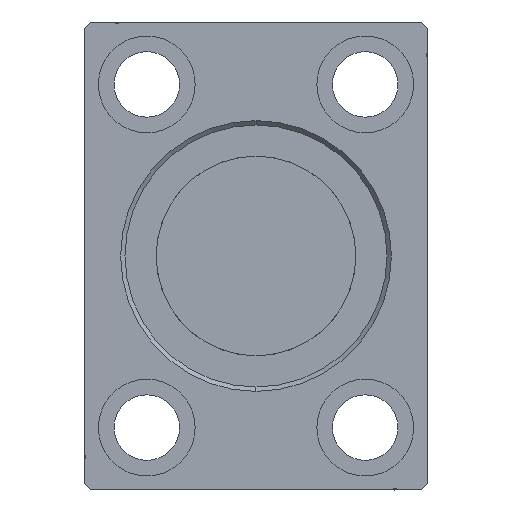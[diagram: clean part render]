
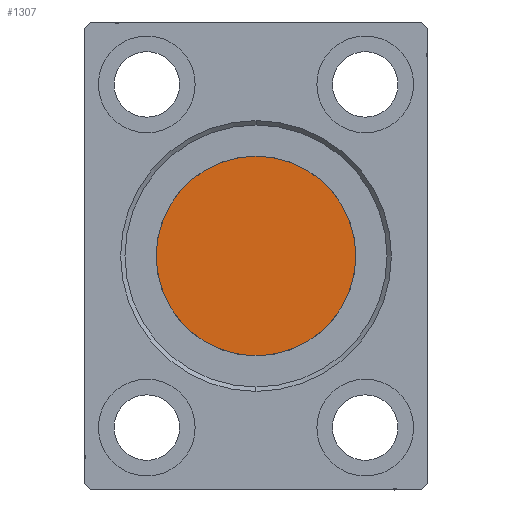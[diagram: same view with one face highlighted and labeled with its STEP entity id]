
A CAD part, left-side view. The second image highlights one B-rep face of the part: STEP entity #1307.
In plain terms, the highlighted planar face has unit normal (-1, 0, 0).
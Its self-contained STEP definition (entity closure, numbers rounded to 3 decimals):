
#593 = LINE ( 'NONE', #30743, #10196 ) ;
#796 = AXIS2_PLACEMENT_3D ( 'NONE', #9249, #6008, #41985 ) ;
#1307 = ADVANCED_FACE ( 'NONE', ( #41117 ), #27756, .T. ) ;
#2173 = VERTEX_POINT ( 'NONE', #26671 ) ;
#3925 = DIRECTION ( 'NONE',  ( 0., 0., 1. ) ) ;
#5775 = VERTEX_POINT ( 'NONE', #6710 ) ;
#6008 = DIRECTION ( 'NONE',  ( -1., 0., 0. ) ) ;
#6710 = CARTESIAN_POINT ( 'NONE',  ( 131.2, 1.786, -15.9 ) ) ;
#8371 = DIRECTION ( 'NONE',  ( 0., 0., 1. ) ) ;
#8468 = ORIENTED_EDGE ( 'NONE', *, *, #12254, .T. ) ;
#9077 = CIRCLE ( 'NONE', #796, 16. ) ;
#9249 = CARTESIAN_POINT ( 'NONE',  ( 131.2, 0., 0. ) ) ;
#10196 = VECTOR ( 'NONE', #10527, 1000. ) ;
#10527 = DIRECTION ( 'NONE',  ( 0., -1., 0. ) ) ;
#11597 = CARTESIAN_POINT ( 'NONE',  ( 131.2, 0., 0. ) ) ;
#12254 = EDGE_CURVE ( 'NONE', #2173, #19444, #9077, .T. ) ;
#12649 = EDGE_CURVE ( 'NONE', #19444, #5775, #29703, .T. ) ;
#16630 = AXIS2_PLACEMENT_3D ( 'NONE', #33252, #23761, #3925 ) ;
#19444 = VERTEX_POINT ( 'NONE', #23969 ) ;
#22625 = ORIENTED_EDGE ( 'NONE', *, *, #12649, .T. ) ;
#23761 = DIRECTION ( 'NONE',  ( -1., 0., 0. ) ) ;
#23969 = CARTESIAN_POINT ( 'NONE',  ( 131.2, 0., 16. ) ) ;
#26671 = CARTESIAN_POINT ( 'NONE',  ( 131.2, -1.786, -15.9 ) ) ;
#27590 = ORIENTED_EDGE ( 'NONE', *, *, #41721, .T. ) ;
#27756 = PLANE ( 'NONE',  #31668 ) ;
#28882 = EDGE_LOOP ( 'NONE', ( #8468, #22625, #27590 ) ) ;
#29703 = CIRCLE ( 'NONE', #16630, 16. ) ;
#30743 = CARTESIAN_POINT ( 'NONE',  ( 131.2, 0., -15.9 ) ) ;
#31668 = AXIS2_PLACEMENT_3D ( 'NONE', #11597, #37887, #8371 ) ;
#33252 = CARTESIAN_POINT ( 'NONE',  ( 131.2, 0., 0. ) ) ;
#37887 = DIRECTION ( 'NONE',  ( -1., 0., 0. ) ) ;
#41117 = FACE_OUTER_BOUND ( 'NONE', #28882, .T. ) ;
#41721 = EDGE_CURVE ( 'NONE', #5775, #2173, #593, .T. ) ;
#41985 = DIRECTION ( 'NONE',  ( 0., 0., 1. ) ) ;
